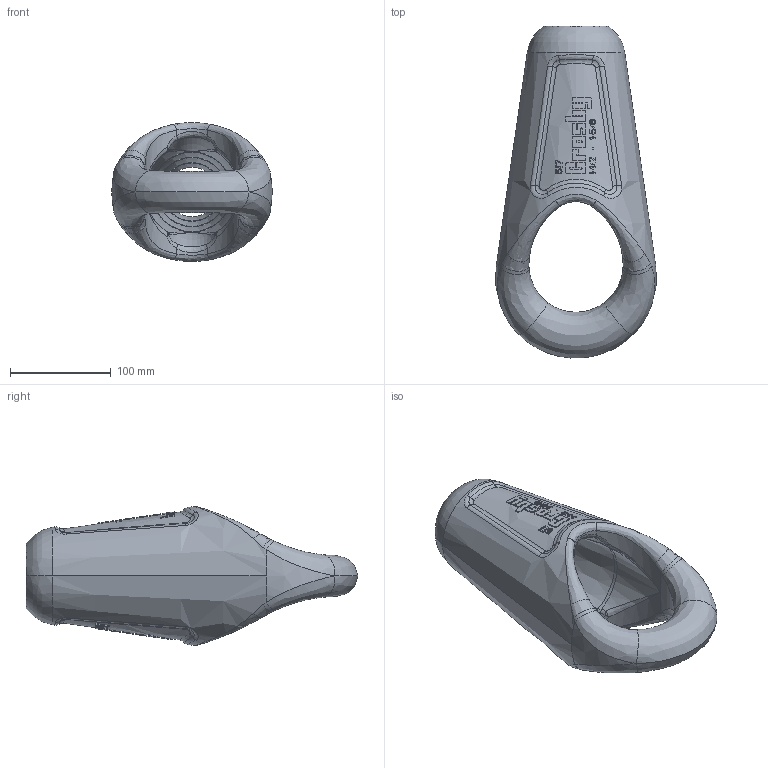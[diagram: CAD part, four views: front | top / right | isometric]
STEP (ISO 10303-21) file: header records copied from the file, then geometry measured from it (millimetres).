
FILE_DESCRIPTION((''),'2;1');
FILE_NAME('CROSBY_517_1_50-1_62_1004961','2010-05-18T',('Alan Doughty'),('The Crosby Group, Inc.'),'PRO/ENGINEER BY PARAMETRIC TECHNOLOGY CORPORATION, 2009300','PRO/ENGINEER BY PARAMETRIC TECHNOLOGY CORPORATION, 2009300','');
FILE_SCHEMA(('CONFIG_CONTROL_DESIGN'));
Length unit declared in the file: inch
Products named in the file (1): CROSBY_517_1_50-1_62_1004961
Bounding box: 159.65 x 329.68 x 137.76 mm (x, y, z)
Volume: 1703890.2 mm3; surface area: 176876.8 mm2
Topology: 1 solids, 1 shells, 801 faces, 2170 edges, 1422 vertices
Faces by surface type: plane 567, bspline 78, extrusion 72, cone 58, cylinder 10, torus 10, sphere 6
Entity records: 29938 total; most frequent: CARTESIAN_POINT 11949, ORIENTED_EDGE 4340, DIRECTION 2782, EDGE_CURVE 2170, VERTEX_POINT 1422, B_SPLINE_CURVE_WITH_KNOTS 1216, AXIS2_PLACEMENT_3D 1033, EDGE_LOOP 856
